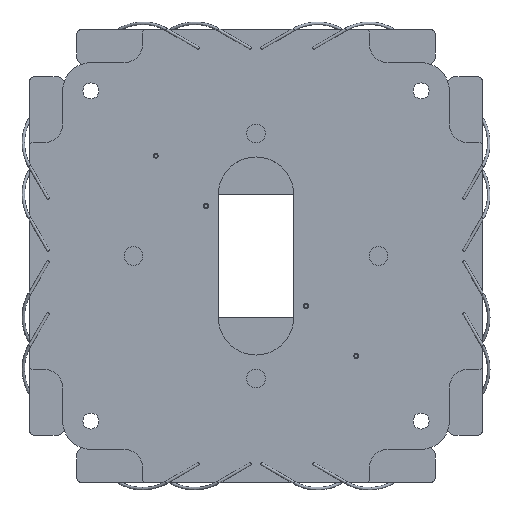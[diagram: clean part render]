
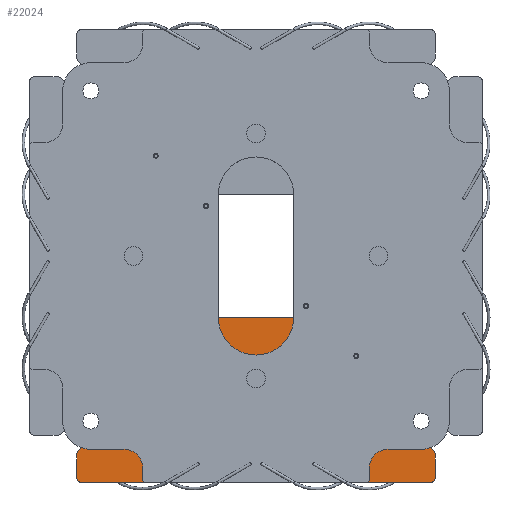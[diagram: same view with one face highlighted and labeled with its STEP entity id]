
A CAD part, top view. The second image highlights one B-rep face of the part: STEP entity #22024.
In plain terms, the highlighted face is planar.
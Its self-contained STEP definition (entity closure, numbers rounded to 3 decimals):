
#1399=PLANE('',#24090);
#3792=LINE('',#37712,#6191);
#3793=LINE('',#37716,#6192);
#3794=LINE('',#37720,#6193);
#3795=LINE('',#37724,#6194);
#3796=LINE('',#37728,#6195);
#3797=LINE('',#37731,#6196);
#6191=VECTOR('',#30066,10.);
#6192=VECTOR('',#30069,10.);
#6193=VECTOR('',#30072,10.);
#6194=VECTOR('',#30075,10.);
#6195=VECTOR('',#30078,10.);
#6196=VECTOR('',#30081,10.);
#6304=FACE_BOUND('',#8713,.T.);
#6305=FACE_BOUND('',#8714,.T.);
#7452=FACE_OUTER_BOUND('',#8712,.T.);
#8712=EDGE_LOOP('',(#20450,#20451,#20452,#20453,#20454,#20455,#20456,#20457,
#20458,#20459,#20460,#20461));
#8713=EDGE_LOOP('',(#20462));
#8714=EDGE_LOOP('',(#20463));
#9334=CIRCLE('',#24088,1.);
#9336=CIRCLE('',#24091,1.);
#9337=CIRCLE('',#24092,1.);
#9338=CIRCLE('',#24093,1.);
#9339=CIRCLE('',#24094,1.);
#9340=CIRCLE('',#24095,1.);
#9341=CIRCLE('',#24096,0.5);
#9342=CIRCLE('',#24097,0.5);
#11303=VERTEX_POINT('',#37702);
#11304=VERTEX_POINT('',#37703);
#11307=VERTEX_POINT('',#37711);
#11308=VERTEX_POINT('',#37713);
#11309=VERTEX_POINT('',#37715);
#11310=VERTEX_POINT('',#37717);
#11311=VERTEX_POINT('',#37719);
#11312=VERTEX_POINT('',#37721);
#11313=VERTEX_POINT('',#37723);
#11314=VERTEX_POINT('',#37725);
#11315=VERTEX_POINT('',#37727);
#11316=VERTEX_POINT('',#37729);
#11317=VERTEX_POINT('',#37732);
#11318=VERTEX_POINT('',#37734);
#14364=EDGE_CURVE('',#11303,#11304,#9334,.T.);
#14368=EDGE_CURVE('',#11303,#11307,#3792,.T.);
#14369=EDGE_CURVE('',#11308,#11307,#9336,.T.);
#14370=EDGE_CURVE('',#11308,#11309,#3793,.T.);
#14371=EDGE_CURVE('',#11310,#11309,#9337,.T.);
#14372=EDGE_CURVE('',#11310,#11311,#3794,.T.);
#14373=EDGE_CURVE('',#11312,#11311,#9338,.T.);
#14374=EDGE_CURVE('',#11312,#11313,#3795,.T.);
#14375=EDGE_CURVE('',#11314,#11313,#9339,.T.);
#14376=EDGE_CURVE('',#11314,#11315,#3796,.T.);
#14377=EDGE_CURVE('',#11316,#11315,#9340,.T.);
#14378=EDGE_CURVE('',#11316,#11304,#3797,.T.);
#14379=EDGE_CURVE('',#11317,#11317,#9341,.T.);
#14380=EDGE_CURVE('',#11318,#11318,#9342,.T.);
#20450=ORIENTED_EDGE('',*,*,#14364,.F.);
#20451=ORIENTED_EDGE('',*,*,#14368,.T.);
#20452=ORIENTED_EDGE('',*,*,#14369,.F.);
#20453=ORIENTED_EDGE('',*,*,#14370,.T.);
#20454=ORIENTED_EDGE('',*,*,#14371,.F.);
#20455=ORIENTED_EDGE('',*,*,#14372,.T.);
#20456=ORIENTED_EDGE('',*,*,#14373,.F.);
#20457=ORIENTED_EDGE('',*,*,#14374,.T.);
#20458=ORIENTED_EDGE('',*,*,#14375,.F.);
#20459=ORIENTED_EDGE('',*,*,#14376,.T.);
#20460=ORIENTED_EDGE('',*,*,#14377,.F.);
#20461=ORIENTED_EDGE('',*,*,#14378,.T.);
#20462=ORIENTED_EDGE('',*,*,#14379,.T.);
#20463=ORIENTED_EDGE('',*,*,#14380,.T.);
#22024=ADVANCED_FACE('',(#7452,#6304,#6305),#1399,.T.);
#24088=AXIS2_PLACEMENT_3D('',#37704,#30058,#30059);
#24090=AXIS2_PLACEMENT_3D('',#37710,#30064,#30065);
#24091=AXIS2_PLACEMENT_3D('',#37714,#30067,#30068);
#24092=AXIS2_PLACEMENT_3D('',#37718,#30070,#30071);
#24093=AXIS2_PLACEMENT_3D('',#37722,#30073,#30074);
#24094=AXIS2_PLACEMENT_3D('',#37726,#30076,#30077);
#24095=AXIS2_PLACEMENT_3D('',#37730,#30079,#30080);
#24096=AXIS2_PLACEMENT_3D('',#37733,#30082,#30083);
#24097=AXIS2_PLACEMENT_3D('',#37735,#30084,#30085);
#30058=DIRECTION('center_axis',(0.,0.,1.));
#30059=DIRECTION('ref_axis',(-0.707,-0.707,0.));
#30064=DIRECTION('center_axis',(0.,0.,-1.));
#30065=DIRECTION('ref_axis',(-1.,0.,0.));
#30066=DIRECTION('',(0.,1.,0.));
#30067=DIRECTION('center_axis',(0.,0.,1.));
#30068=DIRECTION('ref_axis',(-0.924,0.383,0.));
#30069=DIRECTION('',(0.707,0.707,0.));
#30070=DIRECTION('center_axis',(0.,0.,1.));
#30071=DIRECTION('ref_axis',(-0.383,0.924,0.));
#30072=DIRECTION('',(1.,0.,0.));
#30073=DIRECTION('center_axis',(0.,0.,1.));
#30074=DIRECTION('ref_axis',(0.383,0.924,0.));
#30075=DIRECTION('',(0.707,-0.707,0.));
#30076=DIRECTION('center_axis',(0.,0.,1.));
#30077=DIRECTION('ref_axis',(0.924,0.383,0.));
#30078=DIRECTION('',(0.,-1.,0.));
#30079=DIRECTION('center_axis',(0.,0.,1.));
#30080=DIRECTION('ref_axis',(0.707,-0.707,0.));
#30081=DIRECTION('',(-1.,0.,0.));
#30082=DIRECTION('center_axis',(0.,0.,1.));
#30083=DIRECTION('ref_axis',(1.,0.,0.));
#30084=DIRECTION('center_axis',(0.,0.,1.));
#30085=DIRECTION('ref_axis',(1.,0.,0.));
#37702=CARTESIAN_POINT('',(-38.,-2.232,-0.3));
#37703=CARTESIAN_POINT('',(-37.,-3.232,-0.3));
#37704=CARTESIAN_POINT('Origin',(-37.,-2.232,-0.3));
#37710=CARTESIAN_POINT('Origin',(0.,9.377,-0.3));
#37711=CARTESIAN_POINT('',(-38.,2.818,-0.3));
#37712=CARTESIAN_POINT('',(-38.,3.232,-0.3));
#37713=CARTESIAN_POINT('',(-37.707,3.525,-0.3));
#37714=CARTESIAN_POINT('Origin',(-37.,2.818,-0.3));
#37715=CARTESIAN_POINT('',(-9.757,31.475,-0.3));
#37716=CARTESIAN_POINT('',(-9.464,31.768,-0.3));
#37717=CARTESIAN_POINT('',(-9.05,31.768,-0.3));
#37718=CARTESIAN_POINT('Origin',(-9.05,30.768,-0.3));
#37719=CARTESIAN_POINT('',(9.05,31.768,-0.3));
#37720=CARTESIAN_POINT('',(9.464,31.768,-0.3));
#37721=CARTESIAN_POINT('',(9.757,31.475,-0.3));
#37722=CARTESIAN_POINT('Origin',(9.05,30.768,-0.3));
#37723=CARTESIAN_POINT('',(37.707,3.525,-0.3));
#37724=CARTESIAN_POINT('',(38.,3.232,-0.3));
#37725=CARTESIAN_POINT('',(38.,2.818,-0.3));
#37726=CARTESIAN_POINT('Origin',(37.,2.818,-0.3));
#37727=CARTESIAN_POINT('',(38.,-2.232,-0.3));
#37728=CARTESIAN_POINT('',(38.,-3.232,-0.3));
#37729=CARTESIAN_POINT('',(37.,-3.232,-0.3));
#37730=CARTESIAN_POINT('Origin',(37.,-2.232,-0.3));
#37731=CARTESIAN_POINT('',(-38.,-3.232,-0.3));
#37732=CARTESIAN_POINT('',(-9.,30.268,-0.3));
#37733=CARTESIAN_POINT('Origin',(-8.5,30.268,-0.3));
#37734=CARTESIAN_POINT('',(8.,30.268,-0.3));
#37735=CARTESIAN_POINT('Origin',(8.5,30.268,-0.3));
